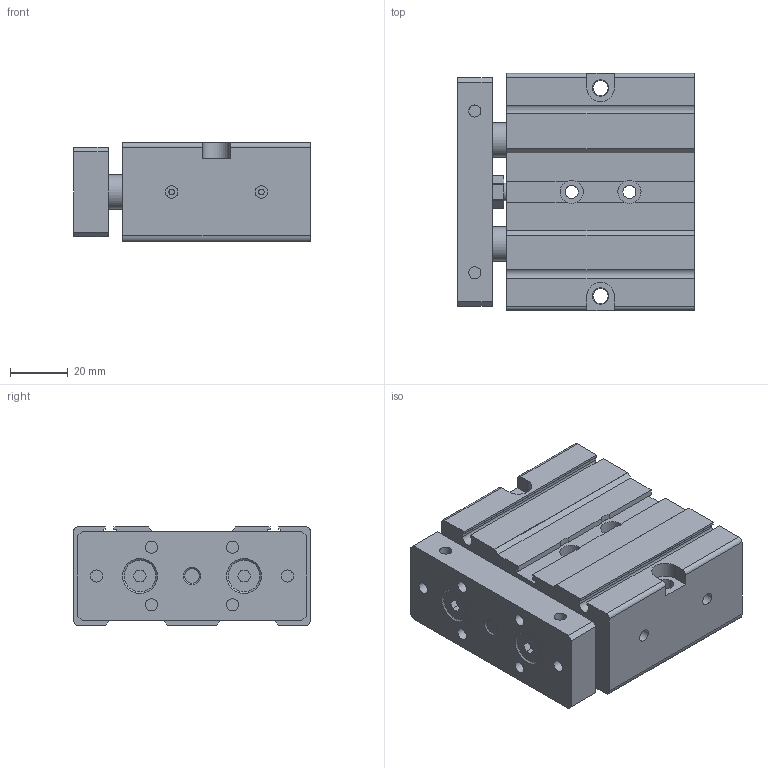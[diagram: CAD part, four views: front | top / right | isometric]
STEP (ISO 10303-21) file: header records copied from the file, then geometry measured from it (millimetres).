
FILE_DESCRIPTION((''),'2;1');
FILE_NAME('DPCO25X10.STEP','2012-11-29T09:07:51',('Administrator'),(''),'CADlook_v9.0','Cimatron E 8.0','');
FILE_SCHEMA(('AUTOMOTIVE_DESIGN { 1 2 10303 214 0 1 1 1 }'));
Length unit declared in the file: millimetre
Bounding box: 82 x 82 x 34 mm (x, y, z)
Volume: 181952.8 mm3; surface area: 39973.5 mm2
Topology: 2 solids, 2 shells, 177 faces, 451 edges, 306 vertices
Faces by surface type: plane 112, cylinder 62, cone 3
Full cylindrical faces by diameter (mm): 2 x2, 4.2 x12, 4.3 x2, 4.5 x2, 5.2 x2, 5.7 x2, 6 x2, 8 x4, 12 x4, 23 x2
Entity records: 6705 total; most frequent: DIRECTION 916, CARTESIAN_POINT 898, ORIENTED_EDGE 828, EDGE_CURVE 414, AXIS2_PLACEMENT_3D 324, VERTEX_POINT 306, VECTOR 268, LINE 268
